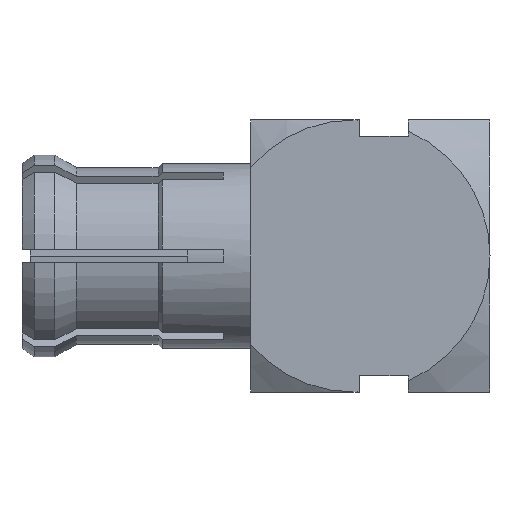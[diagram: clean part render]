
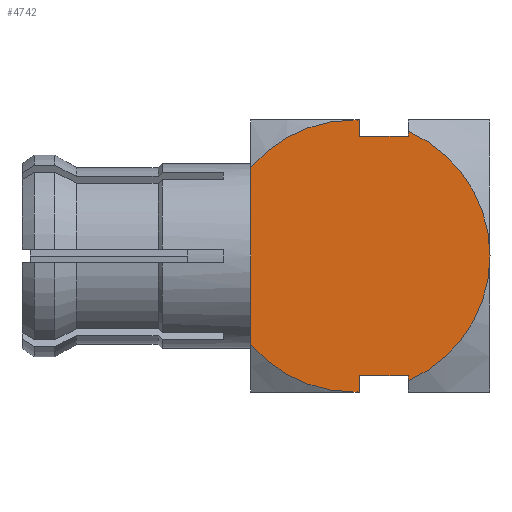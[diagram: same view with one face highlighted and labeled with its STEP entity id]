
A CAD part, left-side view. The second image highlights one B-rep face of the part: STEP entity #4742.
In plain terms, the highlighted planar face has unit normal (-1, 0, 0).
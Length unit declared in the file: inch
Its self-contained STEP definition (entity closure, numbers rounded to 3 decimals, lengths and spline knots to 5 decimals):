
#38=CARTESIAN_POINT('',(-0.19685,0.,
-0.09843));
#51=DIRECTION('',(0.,-1.,0.));
#52=VECTOR('',#51,0.03543);
#53=CARTESIAN_POINT('',(-0.19685,-0.00394,
-0.08661));
#54=LINE('',#53,#52);
#55=DIRECTION('',(0.,0.,1.));
#56=VECTOR('',#55,0.01173);
#57=CARTESIAN_POINT('',(-0.19685,-0.00394,
-0.09835));
#58=LINE('',#57,#56);
#59=CARTESIAN_POINT('',(-0.19685,0.,0.));
#60=DIRECTION('',(1.,0.,0.));
#61=DIRECTION('',(0.,-0.04,-0.999));
#62=AXIS2_PLACEMENT_3D('',#59,#60,#61);
#64=CARTESIAN_POINT('',(-0.19685,0.,0.));
#65=DIRECTION('',(1.,0.,0.));
#66=DIRECTION('',(0.,0.,-1.));
#67=AXIS2_PLACEMENT_3D('',#64,#65,#66);
#69=DIRECTION('',(0.,0.,1.));
#70=VECTOR('',#69,0.12794);
#71=CARTESIAN_POINT('',(-0.19685,0.0748,
-0.06397));
#72=LINE('',#71,#70);
#73=CARTESIAN_POINT('',(-0.19685,0.,0.));
#74=DIRECTION('',(1.,0.,0.));
#75=DIRECTION('',(0.,0.76,0.65));
#76=AXIS2_PLACEMENT_3D('',#73,#74,#75);
#78=CARTESIAN_POINT('',(-0.19685,0.,0.));
#79=DIRECTION('',(1.,0.,0.));
#80=DIRECTION('',(0.,0.,1.));
#81=AXIS2_PLACEMENT_3D('',#78,#79,#80);
#83=DIRECTION('',(0.,0.,-1.));
#84=VECTOR('',#83,0.01173);
#85=CARTESIAN_POINT('',(-0.19685,-0.00394,
0.09835));
#86=LINE('',#85,#84);
#87=DIRECTION('',(0.,-1.,0.));
#88=VECTOR('',#87,0.03543);
#89=CARTESIAN_POINT('',(-0.19685,-0.00394,
0.08661));
#90=LINE('',#89,#88);
#91=DIRECTION('',(0.,0.,-1.));
#92=VECTOR('',#91,0.00359);
#93=CARTESIAN_POINT('',(-0.19685,-0.03937,
0.09021));
#94=LINE('',#93,#92);
#95=CARTESIAN_POINT('',(-0.19685,0.,0.));
#96=DIRECTION('',(1.,0.,0.));
#97=DIRECTION('',(0.,-0.4,0.917));
#98=AXIS2_PLACEMENT_3D('',#95,#96,#97);
#100=CARTESIAN_POINT('',(-0.19685,0.,0.));
#101=DIRECTION('',(1.,0.,0.));
#102=DIRECTION('',(0.,-1.,0.));
#103=AXIS2_PLACEMENT_3D('',#100,#101,#102);
#105=DIRECTION('',(0.,0.,1.));
#106=VECTOR('',#105,0.00359);
#107=CARTESIAN_POINT('',(-0.19685,-0.03937,
-0.09021));
#108=LINE('',#107,#106);
#138=CARTESIAN_POINT('',(-0.19685,0.0748,
0.06397));
#140=CARTESIAN_POINT('',(-0.19685,0.0748,
-0.06397));
#258=CARTESIAN_POINT('',(-0.19685,-0.09843,
0.));
#393=CARTESIAN_POINT('',(-0.19685,0.,
0.09843));
#3934=VERTEX_POINT('',#38);
#3935=VERTEX_POINT('',#393);
#3938=VERTEX_POINT('',#258);
#3940=VERTEX_POINT('',#140);
#3941=VERTEX_POINT('',#138);
#3961=CARTESIAN_POINT('',(-0.19685,-0.00394,
0.08661));
#3962=CARTESIAN_POINT('',(-0.19685,-0.03937,
0.08661));
#3963=VERTEX_POINT('',#3961);
#3964=VERTEX_POINT('',#3962);
#3965=CARTESIAN_POINT('',(-0.19685,-0.03937,
0.09021));
#3966=VERTEX_POINT('',#3965);
#3967=CARTESIAN_POINT('',(-0.19685,-0.00394,
0.09835));
#3968=VERTEX_POINT('',#3967);
#3977=CARTESIAN_POINT('',(-0.19685,-0.00394,
-0.08661));
#3979=VERTEX_POINT('',#3977);
#3981=CARTESIAN_POINT('',(-0.19685,-0.03937,
-0.08661));
#3983=VERTEX_POINT('',#3981);
#3993=CARTESIAN_POINT('',(-0.19685,-0.03937,
-0.09021));
#3994=VERTEX_POINT('',#3993);
#3995=CARTESIAN_POINT('',(-0.19685,-0.00394,
-0.09835));
#3996=VERTEX_POINT('',#3995);
#4711=CARTESIAN_POINT('',(-0.19685,0.0748,
-0.09843));
#4712=DIRECTION('',(-1.,0.,0.));
#4713=DIRECTION('',(0.,-1.,0.));
#4714=AXIS2_PLACEMENT_3D('',#4711,#4712,#4713);
#4715=PLANE('',#4714);
#4716=ORIENTED_EDGE('',*,*,#4702,.F.);
#4717=ORIENTED_EDGE('',*,*,#4691,.F.);
#4719=ORIENTED_EDGE('',*,*,#4718,.T.);
#4721=ORIENTED_EDGE('',*,*,#4720,.T.);
#4723=ORIENTED_EDGE('',*,*,#4722,.T.);
#4725=ORIENTED_EDGE('',*,*,#4724,.T.);
#4727=ORIENTED_EDGE('',*,*,#4726,.T.);
#4729=ORIENTED_EDGE('',*,*,#4728,.T.);
#4731=ORIENTED_EDGE('',*,*,#4730,.T.);
#4733=ORIENTED_EDGE('',*,*,#4732,.F.);
#4735=ORIENTED_EDGE('',*,*,#4734,.T.);
#4737=ORIENTED_EDGE('',*,*,#4736,.T.);
#4739=ORIENTED_EDGE('',*,*,#4738,.T.);
#4740=EDGE_LOOP('',(#4716,#4717,#4719,#4721,#4723,#4725,#4727,#4729,#4731,#4733,
#4735,#4737,#4739));
#4741=FACE_OUTER_BOUND('',#4740,.F.);
#4742=ADVANCED_FACE('',(#4741),#4715,.T.);
#63=CIRCLE('',#62,0.09843);
#68=CIRCLE('',#67,0.09843);
#77=CIRCLE('',#76,0.09843);
#82=CIRCLE('',#81,0.09843);
#99=CIRCLE('',#98,0.09843);
#104=CIRCLE('',#103,0.09843);
#4691=EDGE_CURVE('',#3996,#3979,#58,.T.);
#4702=EDGE_CURVE('',#3979,#3983,#54,.T.);
#4718=EDGE_CURVE('',#3996,#3934,#63,.T.);
#4720=EDGE_CURVE('',#3934,#3940,#68,.T.);
#4722=EDGE_CURVE('',#3940,#3941,#72,.T.);
#4724=EDGE_CURVE('',#3941,#3935,#77,.T.);
#4726=EDGE_CURVE('',#3935,#3968,#82,.T.);
#4728=EDGE_CURVE('',#3968,#3963,#86,.T.);
#4730=EDGE_CURVE('',#3963,#3964,#90,.T.);
#4732=EDGE_CURVE('',#3966,#3964,#94,.T.);
#4734=EDGE_CURVE('',#3966,#3938,#99,.T.);
#4736=EDGE_CURVE('',#3938,#3994,#104,.T.);
#4738=EDGE_CURVE('',#3994,#3983,#108,.T.);
